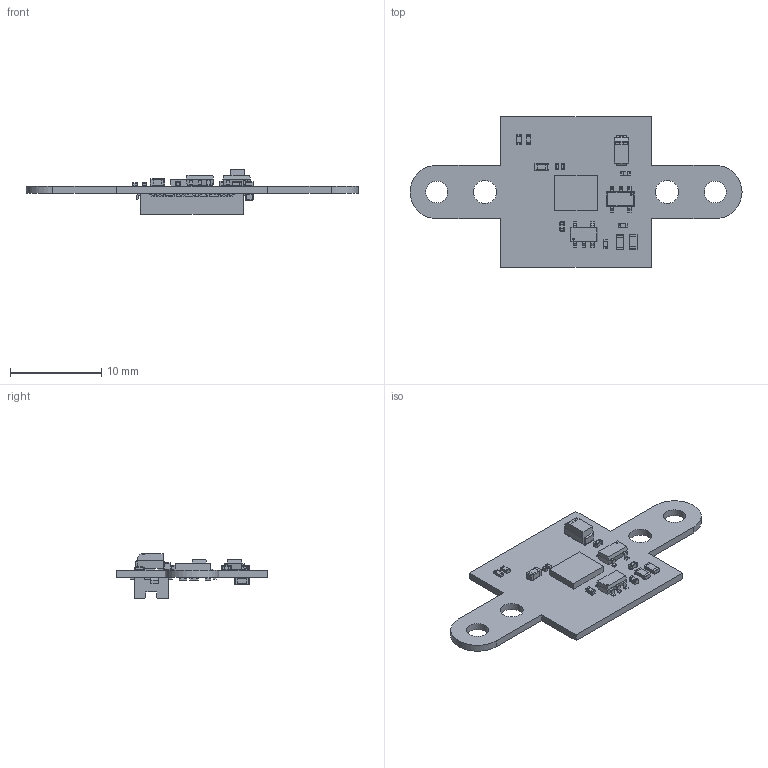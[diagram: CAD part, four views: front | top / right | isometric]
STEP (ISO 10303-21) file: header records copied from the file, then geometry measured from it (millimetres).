
FILE_DESCRIPTION(('Open CASCADE Model'),'2;1');
FILE_NAME('Open CASCADE Shape Model','2024-04-22T23:37:22',('Author'),( 'Open CASCADE'),'Open CASCADE STEP processor 7.5','Open CASCADE 7.5' ,'Unknown');
FILE_SCHEMA(('AUTOMOTIVE_DESIGN { 1 0 10303 214 1 1 1 1 }'));
Length unit declared in the file: millimetre
Products named in the file (52): PCB; Board; Open CASCADE STEP translator 7.5 1.1.1; U3; SOT-23-5; C15; CAP-0402; C9; C0201_035; C8; C7; C6; C5; C4; C3; C2; C1; U1; 6472878864; Extruded; R1; R0201; C11; C12; C13; J1; DF1236; R3; RES-0402; R4; U2; C14; L1; R0603; L2; C16; CAP-0603; C17; C18; C19 ...
Assembly tree (100 placements, depth 4):
  PCB
    Board
      Open CASCADE STEP translator 7.5 1.1.1
    U3
      SOT-23-5
    C15
      CAP-0402
    C9
      C0201_035
      C0201_035
      C0201_035
    C8
      C0201_035
      C0201_035
      C0201_035
    C7
      C0201_035
      C0201_035
      C0201_035
    C6
      C0201_035
      C0201_035
      C0201_035
    C5
      C0201_035
      C0201_035
      C0201_035
    C4
      C0201_035
      C0201_035
      C0201_035
    C3
      C0201_035
      C0201_035
      C0201_035
    C2
      C0201_035
      C0201_035
      C0201_035
    C1
      C0201_035
      C0201_035
      C0201_035
    U1
      6472878864
        Extruded
    R1
      R0201
      R0201
      R0201
      R0201
    C11
      CAP-0402
    C12
      CAP-0402
    C13
      CAP-0402
    J1
      DF1236
    R3
Bounding box: 36.32 x 16.51 x 4.9 mm (x, y, z)
Volume: 381.2 mm3; surface area: 1314.5 mm2
Topology: 72 solids, 72 shells, 3340 faces, 8749 edges, 5444 vertices
Faces by surface type: plane 2338, cylinder 794, sphere 160, bspline 48
Full cylindrical faces by diameter (mm): 2.4 x2, 2.54 x2
Entity records: 77237 total; most frequent: CARTESIAN_POINT 13870, ORIENTED_EDGE 12986, DIRECTION 11969, EDGE_CURVE 6493, LINE 5699, VECTOR 5699, VERTEX_POINT 4224, AXIS2_PLACEMENT_3D 3135
